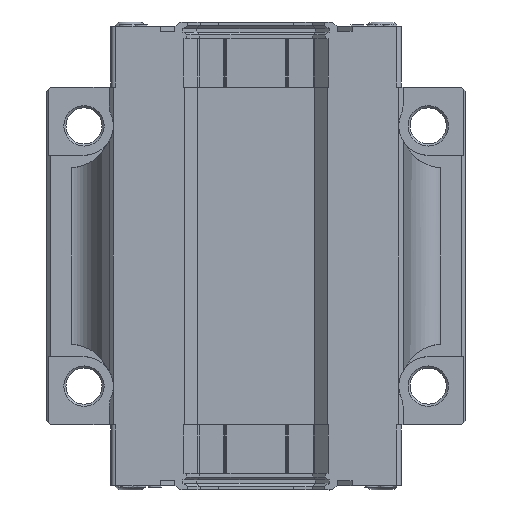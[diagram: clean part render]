
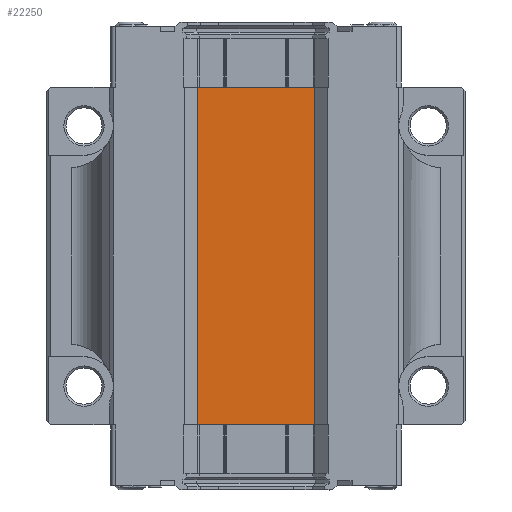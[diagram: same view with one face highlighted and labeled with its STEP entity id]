
A CAD part, front view. The second image highlights one B-rep face of the part: STEP entity #22250.
In plain terms, the highlighted planar face has unit normal (0, -1, 0).
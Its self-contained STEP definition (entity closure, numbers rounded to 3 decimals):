
#1255=LINE('',#33307,#3703);
#1265=LINE('',#33352,#3713);
#1420=LINE('',#33779,#3868);
#1432=LINE('',#33855,#3880);
#1433=LINE('',#33857,#3881);
#1434=LINE('',#33859,#3882);
#1435=LINE('',#33861,#3883);
#1436=LINE('',#33862,#3884);
#3703=VECTOR('',#27155,0.273);
#3713=VECTOR('',#27191,0.273);
#3868=VECTOR('',#27602,27.475);
#3880=VECTOR('',#27688,80.5);
#3881=VECTOR('',#27689,0.273);
#3882=VECTOR('',#27690,27.475);
#3883=VECTOR('',#27691,0.273);
#3884=VECTOR('',#27692,80.5);
#6053=FACE_OUTER_BOUND('',#7331,.T.);
#7331=EDGE_LOOP('',(#16474,#16475,#16476,#16477,#16478,#16479,#16480,#16481));
#9379=VERTEX_POINT('',#33305);
#9380=VERTEX_POINT('',#33306);
#9401=VERTEX_POINT('',#33350);
#9402=VERTEX_POINT('',#33351);
#9567=VERTEX_POINT('',#33854);
#9568=VERTEX_POINT('',#33856);
#9569=VERTEX_POINT('',#33858);
#9570=VERTEX_POINT('',#33860);
#11787=EDGE_CURVE('',#9379,#9380,#1255,.T.);
#11809=EDGE_CURVE('',#9401,#9402,#1265,.T.);
#12019=EDGE_CURVE('',#9380,#9401,#1420,.T.);
#12050=EDGE_CURVE('',#9567,#9379,#1432,.T.);
#12051=EDGE_CURVE('',#9568,#9567,#1433,.T.);
#12052=EDGE_CURVE('',#9569,#9568,#1434,.T.);
#12053=EDGE_CURVE('',#9570,#9569,#1435,.T.);
#12054=EDGE_CURVE('',#9402,#9570,#1436,.T.);
#16474=ORIENTED_EDGE('',*,*,#12050,.F.);
#16475=ORIENTED_EDGE('',*,*,#12051,.F.);
#16476=ORIENTED_EDGE('',*,*,#12052,.F.);
#16477=ORIENTED_EDGE('',*,*,#12053,.F.);
#16478=ORIENTED_EDGE('',*,*,#12054,.F.);
#16479=ORIENTED_EDGE('',*,*,#11809,.F.);
#16480=ORIENTED_EDGE('',*,*,#12019,.F.);
#16481=ORIENTED_EDGE('',*,*,#11787,.F.);
#20007=PLANE('',#23779);
#22250=ADVANCED_FACE('',(#6053),#20007,.F.);
#23779=AXIS2_PLACEMENT_3D('',#33853,#27686,#27687);
#27155=DIRECTION('',(-1.,0.,0.));
#27191=DIRECTION('',(-1.,0.,0.));
#27602=DIRECTION('',(-1.,0.,0.));
#27686=DIRECTION('center_axis',(0.,1.,0.));
#27687=DIRECTION('ref_axis',(0.,0.,1.));
#27688=DIRECTION('',(0.,0.,-1.));
#27689=DIRECTION('',(1.,0.,0.));
#27690=DIRECTION('',(1.,0.,0.));
#27691=DIRECTION('',(1.,0.,0.));
#27692=DIRECTION('',(0.,0.,1.));
#33305=CARTESIAN_POINT('',(14.01,4.9,-40.25));
#33306=CARTESIAN_POINT('',(13.737,4.9,-40.25));
#33307=CARTESIAN_POINT('',(14.01,4.9,-40.25));
#33350=CARTESIAN_POINT('',(-13.737,4.9,-40.25));
#33351=CARTESIAN_POINT('',(-14.01,4.9,-40.25));
#33352=CARTESIAN_POINT('',(14.01,4.9,-40.25));
#33779=CARTESIAN_POINT('',(14.01,4.9,-40.25));
#33853=CARTESIAN_POINT('Origin',(14.01,4.9,40.25));
#33854=CARTESIAN_POINT('',(14.01,4.9,40.25));
#33855=CARTESIAN_POINT('',(14.01,4.9,40.25));
#33856=CARTESIAN_POINT('',(13.737,4.9,40.25));
#33857=CARTESIAN_POINT('',(-14.01,4.9,40.25));
#33858=CARTESIAN_POINT('',(-13.737,4.9,40.25));
#33859=CARTESIAN_POINT('',(-14.01,4.9,40.25));
#33860=CARTESIAN_POINT('',(-14.01,4.9,40.25));
#33861=CARTESIAN_POINT('',(-14.01,4.9,40.25));
#33862=CARTESIAN_POINT('',(-14.01,4.9,-40.25));
